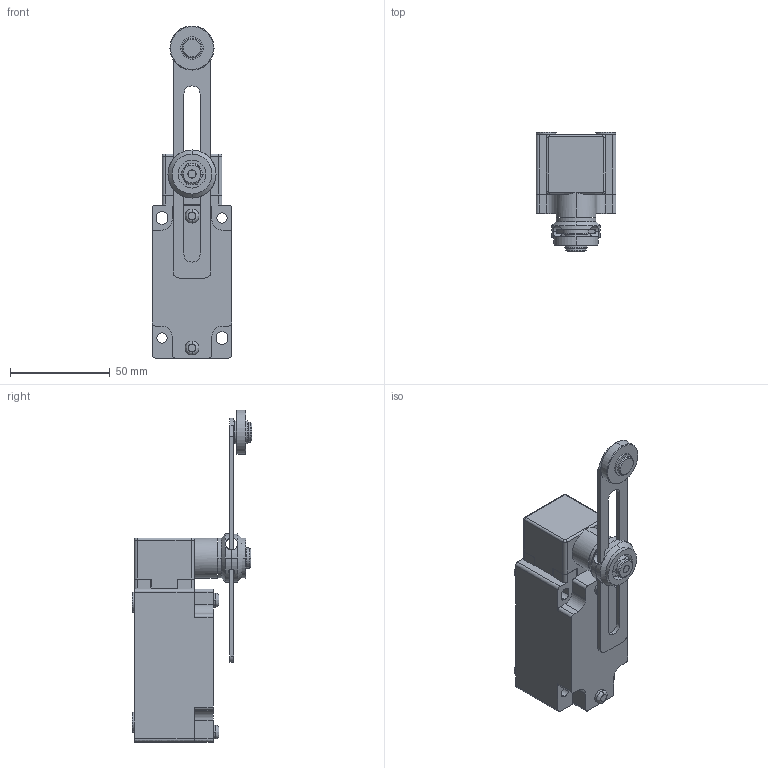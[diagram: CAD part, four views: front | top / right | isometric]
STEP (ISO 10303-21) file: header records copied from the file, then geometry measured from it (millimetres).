
FILE_DESCRIPTION (( 'STEP AP214' ), '1' );
FILE_NAME ('ABM2E52Z11.step', '2017-12-19T21:02:56', ( '' ), ( '' ), 'SwSTEP 2.0', 'SolidWorks 2017', '' );
FILE_SCHEMA (( 'AUTOMOTIVE_DESIGN' ));
Length unit declared in the file: inch
Products named in the file (1): ABM2E52Z11
Bounding box: 40 x 59.7 x 166 mm (x, y, z)
Volume: 145491.3 mm3; surface area: 32956.3 mm2
Topology: 5 solids, 5 shells, 277 faces, 723 edges, 471 vertices
Faces by surface type: plane 131, cylinder 109, cone 27, bspline 6, torus 4
Entity records: 11222 total; most frequent: CARTESIAN_POINT 1860, DIRECTION 1514, ORIENTED_EDGE 1446, EDGE_CURVE 723, AXIS2_PLACEMENT_3D 567, VERTEX_POINT 471, LINE 380, VECTOR 380
